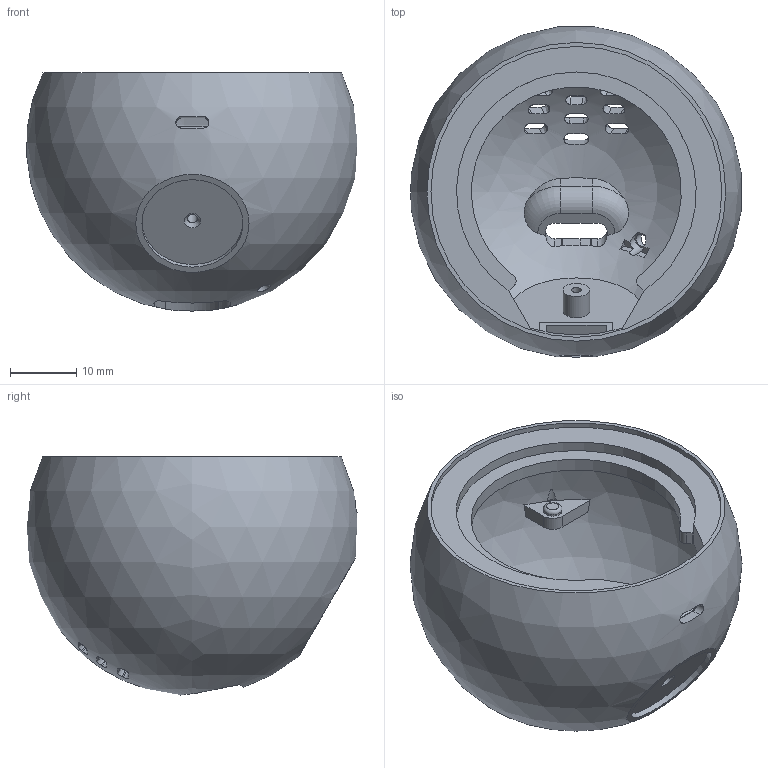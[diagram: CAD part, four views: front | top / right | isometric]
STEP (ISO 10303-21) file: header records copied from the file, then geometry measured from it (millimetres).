
FILE_DESCRIPTION(/* description */ ('','CAx-IF Rec.Pracs.---Representation and Presentation of Product Manufacturing Information (PMI)---4.0---2014-10-13'),/* implementation_level */ '2;1');
FILE_NAME(/* name */ 'Moji_250117.step',/* time_stamp */ '2025-01-17T01:44:02+08:00',/* author */ (''),/* organization */ (''),/* preprocessor_version */ 'ST-DEVELOPER v20',/* originating_system */ 'Autodesk Translation Framework v13.20.0.188',/* authorisation */ '');
FILE_SCHEMA (('AP242_MANAGED_MODEL_BASED_3D_ENGINEERING_MIM_LF { 1 0 10303 442 1 1 4 }'));
Length unit declared in the file: millimetre
Products named in the file (1): Fusion 零部件
Bounding box: 49.79 x 49.7 x 35.84 mm (x, y, z)
Volume: 11837.8 mm3; surface area: 12512.9 mm2
Topology: 1 solids, 1 shells, 196 faces, 538 edges, 358 vertices
Faces by surface type: plane 84, bspline 51, cylinder 33, cone 21, torus 5, sphere 2
Full cylindrical faces by diameter (mm): 1.5 x1, 2.1 x1, 2.8 x2, 4 x1, 15.2 x1, 43.8 x1
Entity records: 10697 total; most frequent: CARTESIAN_POINT 6005, ORIENTED_EDGE 1076, DIRECTION 805, EDGE_CURVE 538, VERTEX_POINT 358, AXIS2_PLACEMENT_3D 340, EDGE_LOOP 238, B_SPLINE_CURVE_WITH_KNOTS 219
